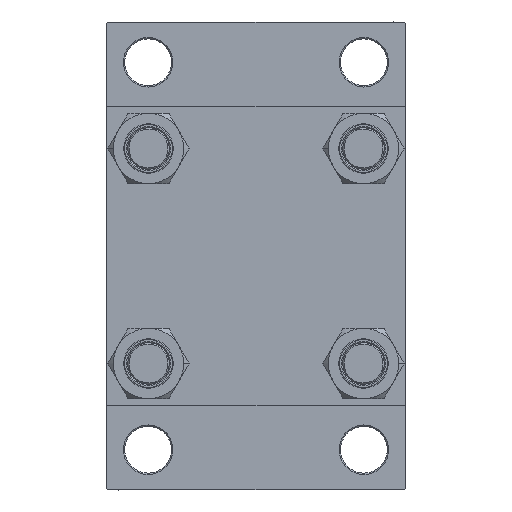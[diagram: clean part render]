
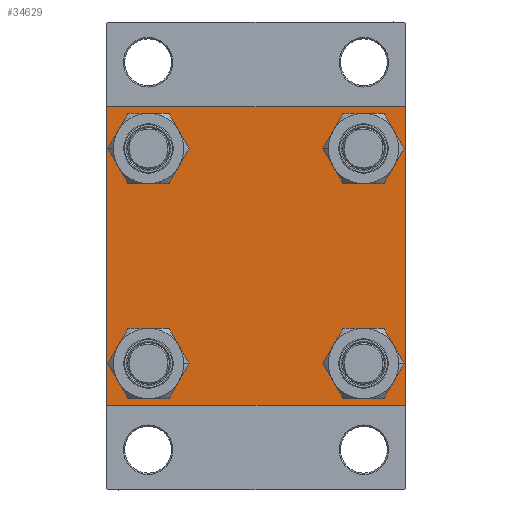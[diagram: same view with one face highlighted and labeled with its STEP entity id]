
A CAD part, left-side view. The second image highlights one B-rep face of the part: STEP entity #34629.
In plain terms, the highlighted planar face has unit normal (-1, 0, 0).
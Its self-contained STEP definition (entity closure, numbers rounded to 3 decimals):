
#2 = ORIENTED_EDGE ( 'NONE', *, *, #43421, .T. ) ;
#315 = CARTESIAN_POINT ( 'NONE',  ( 0., -41.35, -32.85 ) ) ;
#640 = CARTESIAN_POINT ( 'NONE',  ( 0., -57.5, 57. ) ) ;
#973 = LINE ( 'NONE', #45604, #19547 ) ;
#2032 = DIRECTION ( 'NONE',  ( 0., 0., 1. ) ) ;
#2137 = FACE_OUTER_BOUND ( 'NONE', #2750, .T. ) ;
#2665 = EDGE_CURVE ( 'NONE', #33567, #9836, #2928, .T. ) ;
#2750 = EDGE_LOOP ( 'NONE', ( #2, #28970, #4267, #33703, #15607, #41091, #39372, #15513 ) ) ;
#2886 = DIRECTION ( 'NONE',  ( 0., 0., -1. ) ) ;
#2928 = CIRCLE ( 'NONE', #34536, 8.5 ) ;
#3127 = CARTESIAN_POINT ( 'NONE',  ( 0., -41.35, 41.35 ) ) ;
#3278 = EDGE_LOOP ( 'NONE', ( #42151, #35834 ) ) ;
#3527 = CARTESIAN_POINT ( 'NONE',  ( 0., 57.25, 57.25 ) ) ;
#4065 = VECTOR ( 'NONE', #39764, 1000. ) ;
#4267 = ORIENTED_EDGE ( 'NONE', *, *, #13022, .T. ) ;
#4505 = CARTESIAN_POINT ( 'NONE',  ( 0., 41.35, 41.35 ) ) ;
#4909 = AXIS2_PLACEMENT_3D ( 'NONE', #18829, #30429, #30178 ) ;
#5183 = DIRECTION ( 'NONE',  ( 0., 0., 1. ) ) ;
#5996 = FACE_BOUND ( 'NONE', #11728, .T. ) ;
#6323 = LINE ( 'NONE', #21505, #27929 ) ;
#6715 = DIRECTION ( 'NONE',  ( 0., -0.707, 0.707 ) ) ;
#7165 = LINE ( 'NONE', #39527, #27951 ) ;
#7538 = EDGE_LOOP ( 'NONE', ( #20207, #14474 ) ) ;
#7945 = DIRECTION ( 'NONE',  ( 1., 0., 0. ) ) ;
#9445 = DIRECTION ( 'NONE',  ( 0., 0., 1. ) ) ;
#9604 = FACE_BOUND ( 'NONE', #3278, .T. ) ;
#9836 = VERTEX_POINT ( 'NONE', #38677 ) ;
#10045 = CIRCLE ( 'NONE', #33956, 8.5 ) ;
#10085 = VECTOR ( 'NONE', #20620, 1000. ) ;
#10228 = EDGE_LOOP ( 'NONE', ( #20074, #21473 ) ) ;
#10301 = LINE ( 'NONE', #47450, #4065 ) ;
#10890 = VERTEX_POINT ( 'NONE', #36968 ) ;
#11261 = ORIENTED_EDGE ( 'NONE', *, *, #34760, .T. ) ;
#11728 = EDGE_LOOP ( 'NONE', ( #11261, #40709 ) ) ;
#12004 = EDGE_CURVE ( 'NONE', #9836, #33567, #10045, .T. ) ;
#12089 = AXIS2_PLACEMENT_3D ( 'NONE', #13234, #42672, #29143 ) ;
#12659 = CARTESIAN_POINT ( 'NONE',  ( 0., -41.35, -41.35 ) ) ;
#12699 = CARTESIAN_POINT ( 'NONE',  ( 0., -41.35, 32.85 ) ) ;
#13022 = EDGE_CURVE ( 'NONE', #42502, #16221, #38972, .T. ) ;
#13074 = VERTEX_POINT ( 'NONE', #14093 ) ;
#13234 = CARTESIAN_POINT ( 'NONE',  ( 0., 0., 0. ) ) ;
#13513 = CARTESIAN_POINT ( 'NONE',  ( 0., 41.35, 32.85 ) ) ;
#13743 = CARTESIAN_POINT ( 'NONE',  ( 0., -57.5, 57.5 ) ) ;
#14093 = CARTESIAN_POINT ( 'NONE',  ( 0., -57., 57.5 ) ) ;
#14467 = DIRECTION ( 'NONE',  ( 1., 0., 0. ) ) ;
#14474 = ORIENTED_EDGE ( 'NONE', *, *, #2665, .T. ) ;
#14702 = DIRECTION ( 'NONE',  ( 0., 0., 1. ) ) ;
#15513 = ORIENTED_EDGE ( 'NONE', *, *, #17516, .T. ) ;
#15607 = ORIENTED_EDGE ( 'NONE', *, *, #46943, .F. ) ;
#16221 = VERTEX_POINT ( 'NONE', #34230 ) ;
#17281 = VERTEX_POINT ( 'NONE', #41699 ) ;
#17331 = VERTEX_POINT ( 'NONE', #23128 ) ;
#17391 = CARTESIAN_POINT ( 'NONE',  ( 0., 57., 57.5 ) ) ;
#17516 = EDGE_CURVE ( 'NONE', #44177, #21212, #26208, .T. ) ;
#18600 = AXIS2_PLACEMENT_3D ( 'NONE', #12659, #42097, #2032 ) ;
#18829 = CARTESIAN_POINT ( 'NONE',  ( 0., 41.35, 41.35 ) ) ;
#19390 = EDGE_CURVE ( 'NONE', #10890, #28613, #25570, .T. ) ;
#19547 = VECTOR ( 'NONE', #37900, 1000. ) ;
#20074 = ORIENTED_EDGE ( 'NONE', *, *, #40513, .T. ) ;
#20207 = ORIENTED_EDGE ( 'NONE', *, *, #12004, .T. ) ;
#20259 = AXIS2_PLACEMENT_3D ( 'NONE', #35839, #20861, #35132 ) ;
#20603 = VERTEX_POINT ( 'NONE', #13513 ) ;
#20620 = DIRECTION ( 'NONE',  ( 0., -1., 0. ) ) ;
#20861 = DIRECTION ( 'NONE',  ( 1., 0., 0. ) ) ;
#20955 = EDGE_CURVE ( 'NONE', #44177, #13074, #7165, .T. ) ;
#21212 = VERTEX_POINT ( 'NONE', #38523 ) ;
#21473 = ORIENTED_EDGE ( 'NONE', *, *, #37086, .T. ) ;
#21505 = CARTESIAN_POINT ( 'NONE',  ( 0., 57.25, -57.25 ) ) ;
#22598 = DIRECTION ( 'NONE',  ( 1., 0., 0. ) ) ;
#22599 = CARTESIAN_POINT ( 'NONE',  ( 0., 57., -57.5 ) ) ;
#22673 = DIRECTION ( 'NONE',  ( 0., 0., 1. ) ) ;
#23128 = CARTESIAN_POINT ( 'NONE',  ( 0., -41.35, -49.85 ) ) ;
#23329 = VERTEX_POINT ( 'NONE', #25070 ) ;
#23442 = AXIS2_PLACEMENT_3D ( 'NONE', #4505, #22598, #44551 ) ;
#24422 = DIRECTION ( 'NONE',  ( 1., 0., 0. ) ) ;
#24903 = EDGE_CURVE ( 'NONE', #23329, #20603, #45778, .T. ) ;
#24959 = CIRCLE ( 'NONE', #4909, 8.5 ) ;
#25070 = CARTESIAN_POINT ( 'NONE',  ( 0., 41.35, 49.85 ) ) ;
#25220 = AXIS2_PLACEMENT_3D ( 'NONE', #28096, #45709, #5183 ) ;
#25570 = CIRCLE ( 'NONE', #43331, 8.5 ) ;
#26208 = LINE ( 'NONE', #3527, #32460 ) ;
#27929 = VECTOR ( 'NONE', #36238, 1000. ) ;
#27951 = VECTOR ( 'NONE', #35915, 1000. ) ;
#28047 = CARTESIAN_POINT ( 'NONE',  ( 0., 41.35, -41.35 ) ) ;
#28096 = CARTESIAN_POINT ( 'NONE',  ( 0., 41.35, -41.35 ) ) ;
#28453 = CARTESIAN_POINT ( 'NONE',  ( 0., -57.25, -57.25 ) ) ;
#28471 = LINE ( 'NONE', #13743, #47313 ) ;
#28613 = VERTEX_POINT ( 'NONE', #45539 ) ;
#28910 = FACE_BOUND ( 'NONE', #7538, .T. ) ;
#28970 = ORIENTED_EDGE ( 'NONE', *, *, #39112, .T. ) ;
#29143 = DIRECTION ( 'NONE',  ( 0., 0., 1. ) ) ;
#29800 = VERTEX_POINT ( 'NONE', #640 ) ;
#30178 = DIRECTION ( 'NONE',  ( 0., 0., 1. ) ) ;
#30429 = DIRECTION ( 'NONE',  ( 1., 0., 0. ) ) ;
#32460 = VECTOR ( 'NONE', #44306, 1000. ) ;
#33567 = VERTEX_POINT ( 'NONE', #12699 ) ;
#33703 = ORIENTED_EDGE ( 'NONE', *, *, #45313, .T. ) ;
#33956 = AXIS2_PLACEMENT_3D ( 'NONE', #41005, #7945, #22673 ) ;
#34230 = CARTESIAN_POINT ( 'NONE',  ( 0., -57., -57.5 ) ) ;
#34536 = AXIS2_PLACEMENT_3D ( 'NONE', #3127, #14467, #14702 ) ;
#34629 = ADVANCED_FACE ( 'NONE', ( #28910, #35217, #5996, #9604, #2137 ), #46276, .T. ) ;
#34760 = EDGE_CURVE ( 'NONE', #28613, #10890, #41401, .T. ) ;
#34883 = CARTESIAN_POINT ( 'NONE',  ( 0., 57.5, -57.5 ) ) ;
#35132 = DIRECTION ( 'NONE',  ( 0., 0., 1. ) ) ;
#35217 = FACE_BOUND ( 'NONE', #10228, .T. ) ;
#35834 = ORIENTED_EDGE ( 'NONE', *, *, #45826, .T. ) ;
#35839 = CARTESIAN_POINT ( 'NONE',  ( 0., -41.35, -41.35 ) ) ;
#35915 = DIRECTION ( 'NONE',  ( 0., -1., 0. ) ) ;
#36238 = DIRECTION ( 'NONE',  ( 0., -0.707, -0.707 ) ) ;
#36968 = CARTESIAN_POINT ( 'NONE',  ( 0., 41.35, -49.85 ) ) ;
#37086 = EDGE_CURVE ( 'NONE', #17331, #39002, #43273, .T. ) ;
#37900 = DIRECTION ( 'NONE',  ( 0., 0.707, 0.707 ) ) ;
#38017 = VECTOR ( 'NONE', #6715, 1000. ) ;
#38523 = CARTESIAN_POINT ( 'NONE',  ( 0., 57.5, 57. ) ) ;
#38677 = CARTESIAN_POINT ( 'NONE',  ( 0., -41.35, 49.85 ) ) ;
#38972 = LINE ( 'NONE', #34883, #10085 ) ;
#39002 = VERTEX_POINT ( 'NONE', #315 ) ;
#39112 = EDGE_CURVE ( 'NONE', #17281, #42502, #6323, .T. ) ;
#39372 = ORIENTED_EDGE ( 'NONE', *, *, #20955, .F. ) ;
#39527 = CARTESIAN_POINT ( 'NONE',  ( 0., 57.5, 57.5 ) ) ;
#39764 = DIRECTION ( 'NONE',  ( 0., 0., -1. ) ) ;
#40513 = EDGE_CURVE ( 'NONE', #39002, #17331, #47212, .T. ) ;
#40709 = ORIENTED_EDGE ( 'NONE', *, *, #19390, .T. ) ;
#40844 = VERTEX_POINT ( 'NONE', #43235 ) ;
#41005 = CARTESIAN_POINT ( 'NONE',  ( 0., -41.35, 41.35 ) ) ;
#41091 = ORIENTED_EDGE ( 'NONE', *, *, #45911, .T. ) ;
#41401 = CIRCLE ( 'NONE', #25220, 8.5 ) ;
#41699 = CARTESIAN_POINT ( 'NONE',  ( 0., 57.5, -57. ) ) ;
#42097 = DIRECTION ( 'NONE',  ( 1., 0., 0. ) ) ;
#42151 = ORIENTED_EDGE ( 'NONE', *, *, #24903, .T. ) ;
#42502 = VERTEX_POINT ( 'NONE', #22599 ) ;
#42672 = DIRECTION ( 'NONE',  ( -1., 0., 0. ) ) ;
#43235 = CARTESIAN_POINT ( 'NONE',  ( 0., -57.5, -57. ) ) ;
#43273 = CIRCLE ( 'NONE', #18600, 8.5 ) ;
#43331 = AXIS2_PLACEMENT_3D ( 'NONE', #28047, #24422, #9445 ) ;
#43421 = EDGE_CURVE ( 'NONE', #21212, #17281, #10301, .T. ) ;
#44177 = VERTEX_POINT ( 'NONE', #17391 ) ;
#44306 = DIRECTION ( 'NONE',  ( 0., 0.707, -0.707 ) ) ;
#44551 = DIRECTION ( 'NONE',  ( 0., 0., 1. ) ) ;
#45313 = EDGE_CURVE ( 'NONE', #16221, #40844, #46769, .T. ) ;
#45539 = CARTESIAN_POINT ( 'NONE',  ( 0., 41.35, -32.85 ) ) ;
#45604 = CARTESIAN_POINT ( 'NONE',  ( 0., -57.25, 57.25 ) ) ;
#45709 = DIRECTION ( 'NONE',  ( 1., 0., 0. ) ) ;
#45778 = CIRCLE ( 'NONE', #23442, 8.5 ) ;
#45826 = EDGE_CURVE ( 'NONE', #20603, #23329, #24959, .T. ) ;
#45911 = EDGE_CURVE ( 'NONE', #29800, #13074, #973, .T. ) ;
#46276 = PLANE ( 'NONE',  #12089 ) ;
#46769 = LINE ( 'NONE', #28453, #38017 ) ;
#46943 = EDGE_CURVE ( 'NONE', #29800, #40844, #28471, .T. ) ;
#47212 = CIRCLE ( 'NONE', #20259, 8.5 ) ;
#47313 = VECTOR ( 'NONE', #2886, 1000. ) ;
#47450 = CARTESIAN_POINT ( 'NONE',  ( 0., 57.5, 57.5 ) ) ;
